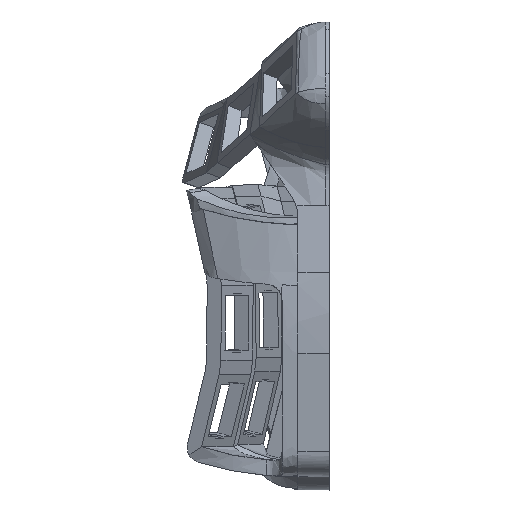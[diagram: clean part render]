
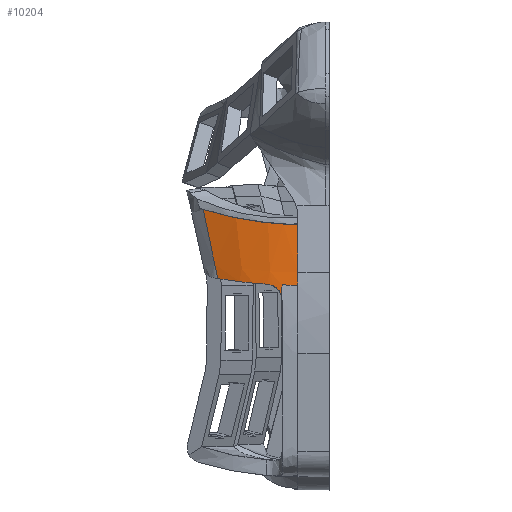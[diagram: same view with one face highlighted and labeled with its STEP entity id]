
A CAD part, left-side view. The second image highlights one B-rep face of the part: STEP entity #10204.
In plain terms, the highlighted free-form (B-spline) face has degree [3, 3] with [8, 4] control points.
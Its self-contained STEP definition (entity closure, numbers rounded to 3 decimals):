
#810=LINE('',#19023,#1918);
#1918=VECTOR('',#11443,10.);
#2949=FACE_OUTER_BOUND('',#3500,.T.);
#3500=EDGE_LOOP('',(#7707,#7708,#7709,#7710,#7711,#7712,#7713,#7714,#7715));
#4126=B_SPLINE_CURVE_WITH_KNOTS('',3,(#17011,#17012,#17013,#17014,#17015,
#17016,#17017,#17018,#17019,#17020),.UNSPECIFIED.,.F.,.F.,(4,2,2,2,4),(0.11,
0.156,0.314,0.464,0.614),
 .UNSPECIFIED.);
#4132=B_SPLINE_CURVE_WITH_KNOTS('',3,(#17180,#17181,#17182,#17183,#17184,
#17185,#17186,#17187,#17188,#17189),.UNSPECIFIED.,.F.,.F.,(4,3,3,4),(-0.971,
-0.952,-0.796,-0.718),.UNSPECIFIED.);
#4140=B_SPLINE_CURVE_WITH_KNOTS('',3,(#17394,#17395,#17396,#17397),
 .UNSPECIFIED.,.F.,.F.,(4,4),(0.187,0.693),
 .UNSPECIFIED.);
#4215=B_SPLINE_CURVE_WITH_KNOTS('',3,(#18951,#18952,#18953,#18954,#18955,
#18956),.UNSPECIFIED.,.F.,.F.,(4,2,4),(-1.799,-1.422,
-1.422),.UNSPECIFIED.);
#4216=B_SPLINE_CURVE_WITH_KNOTS('',3,(#18958,#18959,#18960,#18961),
 .UNSPECIFIED.,.F.,.F.,(4,4),(-1.422,0.),
 .UNSPECIFIED.);
#4220=B_SPLINE_CURVE_WITH_KNOTS('',3,(#19013,#19014,#19015,#19016),
 .UNSPECIFIED.,.F.,.F.,(4,4),(0.843,1.),.UNSPECIFIED.);
#4221=B_SPLINE_CURVE_WITH_KNOTS('',3,(#19018,#19019,#19020,#19021),
 .UNSPECIFIED.,.F.,.F.,(4,4),(0.,0.159),.UNSPECIFIED.);
#4222=B_SPLINE_CURVE_WITH_KNOTS('',3,(#19024,#19025,#19026,#19027),
 .UNSPECIFIED.,.F.,.F.,(4,4),(0.173,1.),.UNSPECIFIED.);
#4578=VERTEX_POINT('',#17009);
#4579=VERTEX_POINT('',#17010);
#4581=VERTEX_POINT('',#17165);
#4582=VERTEX_POINT('',#17166);
#4589=VERTEX_POINT('',#17393);
#4682=VERTEX_POINT('',#18950);
#4683=VERTEX_POINT('',#18957);
#4686=VERTEX_POINT('',#19017);
#4687=VERTEX_POINT('',#19022);
#5681=EDGE_CURVE('',#4578,#4579,#4126,.F.);
#5688=EDGE_CURVE('',#4579,#4581,#4132,.T.);
#5701=EDGE_CURVE('',#4589,#4578,#4140,.T.);
#5832=EDGE_CURVE('',#4589,#4682,#4215,.T.);
#5833=EDGE_CURVE('',#4682,#4683,#4216,.T.);
#5837=EDGE_CURVE('',#4581,#4582,#4220,.T.);
#5838=EDGE_CURVE('',#4686,#4582,#4221,.T.);
#5839=EDGE_CURVE('',#4686,#4687,#810,.T.);
#5840=EDGE_CURVE('',#4683,#4687,#4222,.T.);
#7707=ORIENTED_EDGE('',*,*,#5833,.F.);
#7708=ORIENTED_EDGE('',*,*,#5832,.F.);
#7709=ORIENTED_EDGE('',*,*,#5701,.T.);
#7710=ORIENTED_EDGE('',*,*,#5681,.T.);
#7711=ORIENTED_EDGE('',*,*,#5688,.T.);
#7712=ORIENTED_EDGE('',*,*,#5837,.T.);
#7713=ORIENTED_EDGE('',*,*,#5838,.F.);
#7714=ORIENTED_EDGE('',*,*,#5839,.T.);
#7715=ORIENTED_EDGE('',*,*,#5840,.F.);
#9998=B_SPLINE_SURFACE_WITH_KNOTS('',3,3,((#18981,#18982,#18983,#18984),
(#18985,#18986,#18987,#18988),(#18989,#18990,#18991,#18992),(#18993,#18994,
#18995,#18996),(#18997,#18998,#18999,#19000),(#19001,#19002,#19003,#19004),
(#19005,#19006,#19007,#19008),(#19009,#19010,#19011,#19012)),
 .UNSPECIFIED.,.F.,.F.,.F.,(4,2,2,4),(4,4),(-0.179,0.,0.211,
1.),(0.173,1.),.UNSPECIFIED.);
#10204=ADVANCED_FACE('',(#2949),#9998,.F.);
#11443=DIRECTION('',(0.087,0.,0.996));
#17009=CARTESIAN_POINT('',(-102.357,7.779,-17.763));
#17010=CARTESIAN_POINT('',(-103.012,4.149,-20.698));
#17011=CARTESIAN_POINT('Ctrl Pts',(-103.012,4.149,-20.698));
#17012=CARTESIAN_POINT('Ctrl Pts',(-103.001,4.19,-20.552));
#17013=CARTESIAN_POINT('Ctrl Pts',(-102.99,4.239,-20.409));
#17014=CARTESIAN_POINT('Ctrl Pts',(-102.935,4.493,-19.783));
#17015=CARTESIAN_POINT('Ctrl Pts',(-102.882,4.783,-19.342));
#17016=CARTESIAN_POINT('Ctrl Pts',(-102.757,5.494,-18.613));
#17017=CARTESIAN_POINT('Ctrl Pts',(-102.687,5.904,-18.326));
#17018=CARTESIAN_POINT('Ctrl Pts',(-102.531,6.804,-17.914));
#17019=CARTESIAN_POINT('Ctrl Pts',(-102.447,7.287,-17.793));
#17020=CARTESIAN_POINT('Ctrl Pts',(-102.357,7.779,-17.763));
#17165=CARTESIAN_POINT('',(-102.873,4.,-17.938));
#17166=CARTESIAN_POINT('',(-103.055,0.,-18.));
#17180=CARTESIAN_POINT('Ctrl Pts',(-103.012,4.149,-20.698));
#17181=CARTESIAN_POINT('Ctrl Pts',(-103.009,4.151,-20.633));
#17182=CARTESIAN_POINT('Ctrl Pts',(-103.006,4.153,-20.569));
#17183=CARTESIAN_POINT('Ctrl Pts',(-103.002,4.155,-20.504));
#17184=CARTESIAN_POINT('Ctrl Pts',(-102.976,4.167,-19.969));
#17185=CARTESIAN_POINT('Ctrl Pts',(-102.95,4.153,-19.439));
#17186=CARTESIAN_POINT('Ctrl Pts',(-102.919,4.102,-18.838));
#17187=CARTESIAN_POINT('Ctrl Pts',(-102.904,4.076,-18.534));
#17188=CARTESIAN_POINT('Ctrl Pts',(-102.888,4.041,-18.226));
#17189=CARTESIAN_POINT('Ctrl Pts',(-102.873,4.,-17.938));
#17393=CARTESIAN_POINT('',(-98.148,20.346,-16.331));
#17394=CARTESIAN_POINT('Ctrl Pts',(-98.148,20.346,-16.331));
#17395=CARTESIAN_POINT('Ctrl Pts',(-100.186,16.161,-17.024));
#17396=CARTESIAN_POINT('Ctrl Pts',(-101.589,12.006,-17.501));
#17397=CARTESIAN_POINT('Ctrl Pts',(-102.357,7.779,-17.763));
#18950=CARTESIAN_POINT('',(-97.758,21.119,-12.652));
#18951=CARTESIAN_POINT('Ctrl Pts',(-98.148,20.346,-16.331));
#18952=CARTESIAN_POINT('Ctrl Pts',(-98.019,20.606,-15.104));
#18953=CARTESIAN_POINT('Ctrl Pts',(-97.889,20.863,-13.876));
#18954=CARTESIAN_POINT('Ctrl Pts',(-97.758,21.119,-12.652));
#18955=CARTESIAN_POINT('Ctrl Pts',(-97.758,21.119,-12.652));
#18956=CARTESIAN_POINT('Ctrl Pts',(-97.758,21.119,-12.652));
#18957=CARTESIAN_POINT('',(-96.267,24.033,1.185));
#18958=CARTESIAN_POINT('Ctrl Pts',(-97.758,21.119,-12.652));
#18959=CARTESIAN_POINT('Ctrl Pts',(-97.264,22.085,-8.031));
#18960=CARTESIAN_POINT('Ctrl Pts',(-96.764,23.053,-3.423));
#18961=CARTESIAN_POINT('Ctrl Pts',(-96.267,24.033,1.185));
#18981=CARTESIAN_POINT('Ctrl Pts',(-98.271,20.094,-19.39));
#18982=CARTESIAN_POINT('Ctrl Pts',(-101.581,13.516,-20.297));
#18983=CARTESIAN_POINT('Ctrl Pts',(-103.204,7.104,-20.751));
#18984=CARTESIAN_POINT('Ctrl Pts',(-103.204,0.,
-20.751));
#18985=CARTESIAN_POINT('Ctrl Pts',(-98.174,20.293,-18.351));
#18986=CARTESIAN_POINT('Ctrl Pts',(-101.511,13.629,-19.339));
#18987=CARTESIAN_POINT('Ctrl Pts',(-103.164,7.104,-19.833));
#18988=CARTESIAN_POINT('Ctrl Pts',(-103.164,0.,
-19.833));
#18989=CARTESIAN_POINT('Ctrl Pts',(-98.077,20.492,-17.312));
#18990=CARTESIAN_POINT('Ctrl Pts',(-101.439,13.742,-18.382));
#18991=CARTESIAN_POINT('Ctrl Pts',(-103.114,7.104,-18.917));
#18992=CARTESIAN_POINT('Ctrl Pts',(-103.114,0.,
-18.917));
#18993=CARTESIAN_POINT('Ctrl Pts',(-97.863,20.926,-15.048));
#18994=CARTESIAN_POINT('Ctrl Pts',(-101.274,13.988,-16.295));
#18995=CARTESIAN_POINT('Ctrl Pts',(-102.985,7.104,-16.918));
#18996=CARTESIAN_POINT('Ctrl Pts',(-102.985,0.,
-16.918));
#18997=CARTESIAN_POINT('Ctrl Pts',(-97.745,21.16,-13.822));
#18998=CARTESIAN_POINT('Ctrl Pts',(-101.178,14.122,-15.165));
#18999=CARTESIAN_POINT('Ctrl Pts',(-102.902,7.104,-15.837));
#19000=CARTESIAN_POINT('Ctrl Pts',(-102.902,0.,
-15.837));
#19001=CARTESIAN_POINT('Ctrl Pts',(-97.178,22.274,-8.003));
#19002=CARTESIAN_POINT('Ctrl Pts',(-100.701,14.755,-9.8));
#19003=CARTESIAN_POINT('Ctrl Pts',(-102.453,7.104,-10.698));
#19004=CARTESIAN_POINT('Ctrl Pts',(-102.453,0.,
-10.698));
#19005=CARTESIAN_POINT('Ctrl Pts',(-96.72,23.154,-3.409));
#19006=CARTESIAN_POINT('Ctrl Pts',(-100.304,15.255,-5.564));
#19007=CARTESIAN_POINT('Ctrl Pts',(-102.099,7.104,-6.642));
#19008=CARTESIAN_POINT('Ctrl Pts',(-102.099,0.,
-6.642));
#19009=CARTESIAN_POINT('Ctrl Pts',(-96.267,24.033,1.185));
#19010=CARTESIAN_POINT('Ctrl Pts',(-99.919,15.754,-1.329));
#19011=CARTESIAN_POINT('Ctrl Pts',(-101.745,7.104,-2.586));
#19012=CARTESIAN_POINT('Ctrl Pts',(-101.745,0.,
-2.586));
#19013=CARTESIAN_POINT('Ctrl Pts',(-102.873,4.,-17.938));
#19014=CARTESIAN_POINT('Ctrl Pts',(-102.994,2.677,-17.979));
#19015=CARTESIAN_POINT('Ctrl Pts',(-103.055,1.345,-18.));
#19016=CARTESIAN_POINT('Ctrl Pts',(-103.055,0.,
-18.));
#19017=CARTESIAN_POINT('',(-102.808,0.,-14.755));
#19018=CARTESIAN_POINT('Ctrl Pts',(-102.808,0.,-14.755));
#19019=CARTESIAN_POINT('Ctrl Pts',(-102.902,0.,-15.837));
#19020=CARTESIAN_POINT('Ctrl Pts',(-102.985,0.,-16.918));
#19021=CARTESIAN_POINT('Ctrl Pts',(-103.055,0.,-18.));
#19022=CARTESIAN_POINT('',(-101.745,0.,-2.586));
#19023=CARTESIAN_POINT('',(-102.808,0.,-14.755));
#19024=CARTESIAN_POINT('Ctrl Pts',(-96.267,24.033,1.185));
#19025=CARTESIAN_POINT('Ctrl Pts',(-99.919,15.754,-1.329));
#19026=CARTESIAN_POINT('Ctrl Pts',(-101.745,7.104,-2.586));
#19027=CARTESIAN_POINT('Ctrl Pts',(-101.745,0.,
-2.586));
